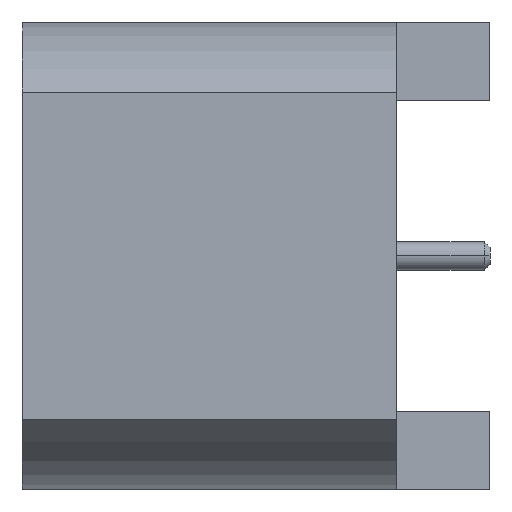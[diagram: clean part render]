
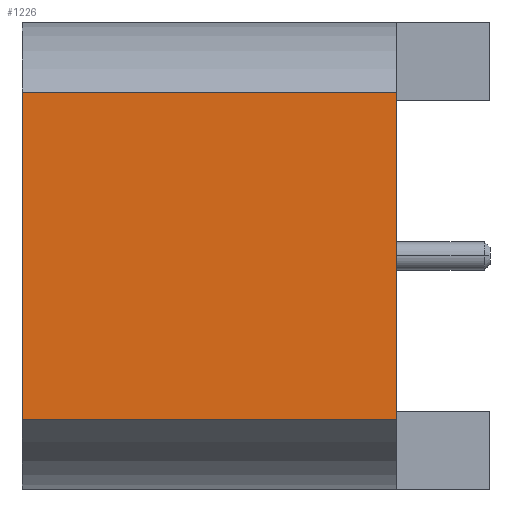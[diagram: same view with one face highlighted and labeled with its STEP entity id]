
A CAD part, top view. The second image highlights one B-rep face of the part: STEP entity #1226.
In plain terms, the highlighted planar face has unit normal (0, 0, 1).
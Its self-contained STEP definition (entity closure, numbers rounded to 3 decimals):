
#1034=CARTESIAN_POINT('',(0.,2.22,2.46));
#1035=VERTEX_POINT('',#1034);
#1043=CARTESIAN_POINT('',(0.,-2.22,2.46));
#1044=VERTEX_POINT('',#1043);
#1045=CARTESIAN_POINT('',(0.,2.22,2.46));
#1046=DIRECTION('',(0.0,-1.0,0.0));
#1047=VECTOR('',#1046,4.44);
#1048=LINE('',#1045,#1047);
#1049=EDGE_CURVE('',#1035,#1044,#1048,.T.);
#1176=CARTESIAN_POINT('',(-5.08,-2.22,2.46));
#1177=VERTEX_POINT('',#1176);
#1194=CARTESIAN_POINT('',(-5.08,-2.22,2.46));
#1195=DIRECTION('',(1.0,0.0,0.0));
#1196=VECTOR('',#1195,5.08);
#1197=LINE('',#1194,#1196);
#1198=EDGE_CURVE('',#1177,#1044,#1197,.T.);
#1203=CARTESIAN_POINT('',(-5.08,2.22,2.46));
#1204=DIRECTION('',(0.0,0.0,1.0));
#1205=DIRECTION('',(0.0,-1.0,0.0));
#1206=AXIS2_PLACEMENT_3D('',#1203,#1204,#1205);
#1207=PLANE('',#1206);
#1208=ORIENTED_EDGE('',*,*,#1198,.T.);
#1209=ORIENTED_EDGE('',*,*,#1049,.F.);
#1210=CARTESIAN_POINT('',(-5.08,2.22,2.46));
#1211=VERTEX_POINT('',#1210);
#1212=CARTESIAN_POINT('',(-5.08,2.22,2.46));
#1213=DIRECTION('',(1.0,0.0,0.0));
#1214=VECTOR('',#1213,5.08);
#1215=LINE('',#1212,#1214);
#1216=EDGE_CURVE('',#1211,#1035,#1215,.T.);
#1217=ORIENTED_EDGE('',*,*,#1216,.F.);
#1218=CARTESIAN_POINT('',(-5.08,2.22,2.46));
#1219=DIRECTION('',(0.0,-1.0,0.0));
#1220=VECTOR('',#1219,4.44);
#1221=LINE('',#1218,#1220);
#1222=EDGE_CURVE('',#1211,#1177,#1221,.T.);
#1223=ORIENTED_EDGE('',*,*,#1222,.T.);
#1224=EDGE_LOOP('',(#1208,#1209,#1217,#1223));
#1225=FACE_OUTER_BOUND('',#1224,.T.);
#1226=ADVANCED_FACE('',(#1225),#1207,.T.);
